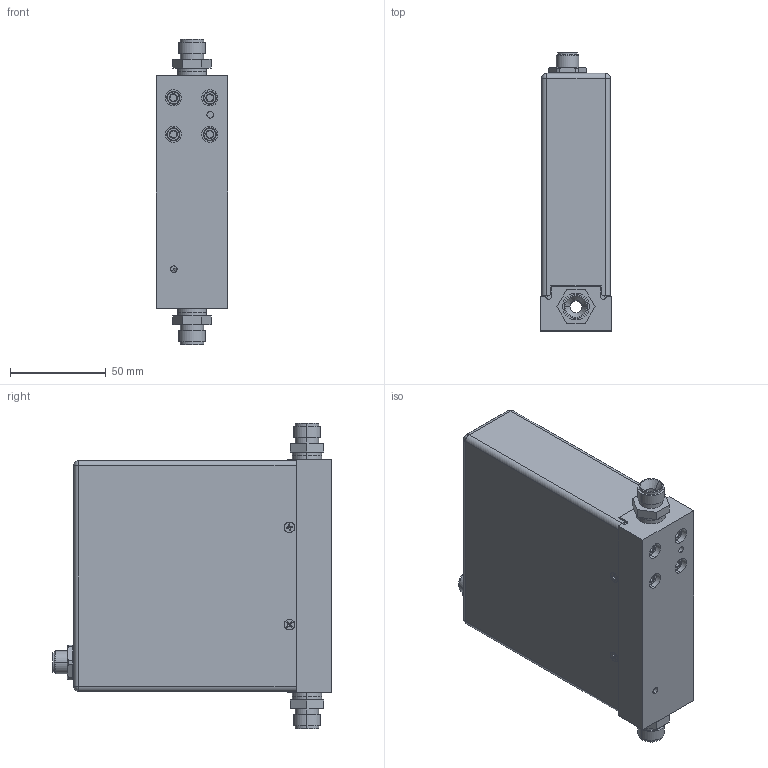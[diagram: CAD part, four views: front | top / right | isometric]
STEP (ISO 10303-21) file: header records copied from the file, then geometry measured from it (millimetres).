
FILE_DESCRIPTION (( 'STEP AP214' ), '1' );
FILE_NAME ('PPCMA-.25-Tube-D-NET.STEP', '2017-08-14T14:27:46', ( '' ), ( '' ), 'SwSTEP 2.0', 'SolidWorks 2015', '' );
FILE_SCHEMA (( 'AUTOMOTIVE_DESIGN' ));
Length unit declared in the file: inch
Products named in the file (1): PPCMA-.25-Tube-D-NET
Bounding box: 37.59 x 145.49 x 159.77 mm (x, y, z)
Surface area: 56539.8 mm2 (no closed solid volume)
Topology: 0 solids, 27 shells, 379 faces, 1181 edges, 816 vertices
Faces by surface type: plane 190, cylinder 120, cone 65, sphere 4
Entity records: 18481 total; most frequent: CARTESIAN_POINT 3208, DIRECTION 2187, ORIENTED_EDGE 1902, EDGE_CURVE 1169, VERTEX_POINT 816, AXIS2_PLACEMENT_3D 775, LINE 637, VECTOR 637
